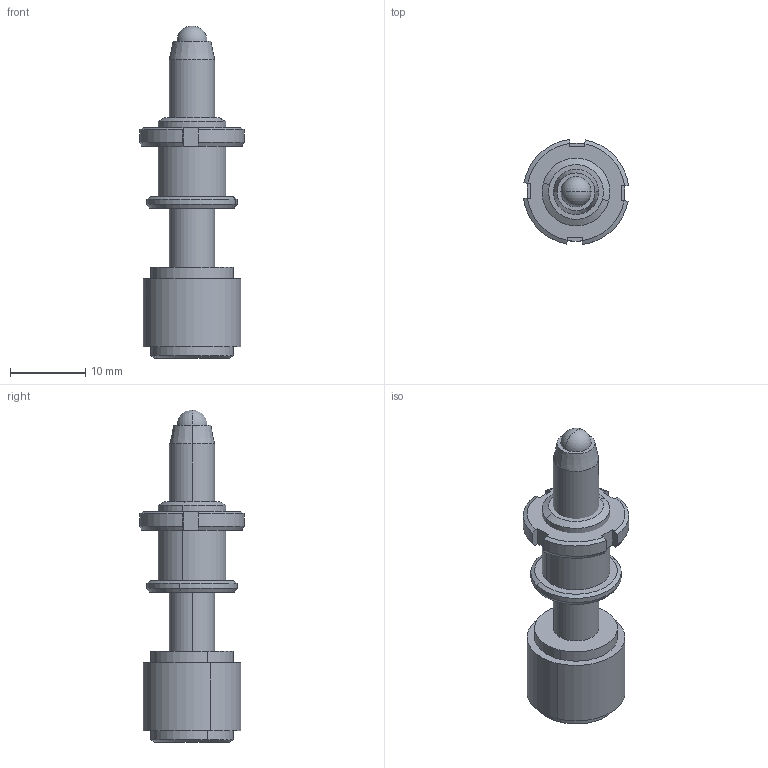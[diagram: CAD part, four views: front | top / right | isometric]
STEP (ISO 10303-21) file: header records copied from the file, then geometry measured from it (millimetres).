
FILE_DESCRIPTION (( 'STEP AP203' ), '1' );
FILE_NAME ('蚾饜极.STEP', '2020-08-25T09:03:03', ( 'Microsoft' ), ( 'Microsoft' ), 'SwSTEP 2.0', 'SolidWorks 2015', '' );
FILE_SCHEMA (( 'CONFIG_CONTROL_DESIGN' ));
Length unit declared in the file: millimetre
Products named in the file (1): 蚾饜极
Bounding box: 13.91 x 13.91 x 44 mm (x, y, z)
Surface area: 2123.8 mm2 (no closed solid volume)
Topology: 0 solids, 4 shells, 63 faces, 156 edges, 103 vertices
Faces by surface type: plane 23, cone 20, cylinder 18, sphere 2
Entity records: 1952 total; most frequent: CARTESIAN_POINT 365, DIRECTION 334, ORIENTED_EDGE 292, EDGE_CURVE 152, AXIS2_PLACEMENT_3D 134, VERTEX_POINT 101, EDGE_LOOP 73, CIRCLE 70
